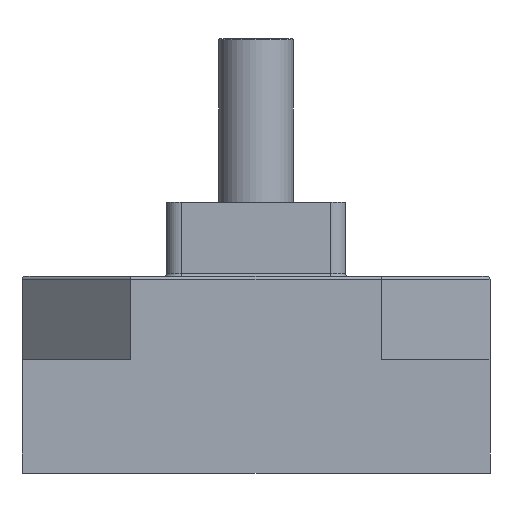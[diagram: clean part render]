
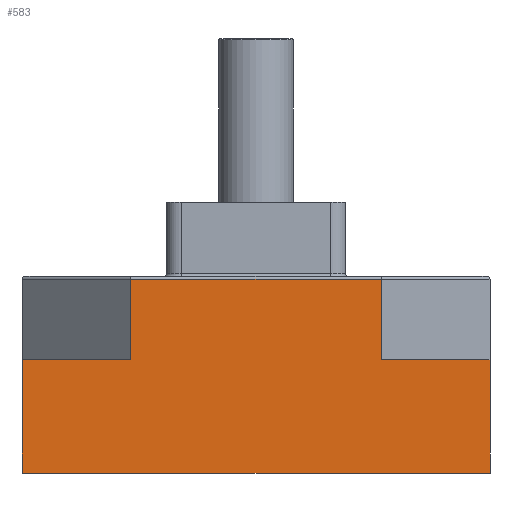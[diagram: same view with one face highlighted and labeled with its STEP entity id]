
A CAD part, front view. The second image highlights one B-rep face of the part: STEP entity #583.
In plain terms, the highlighted planar face has unit normal (0, -1, 0).
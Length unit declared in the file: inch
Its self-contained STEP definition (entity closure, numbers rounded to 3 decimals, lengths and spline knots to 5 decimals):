
#52 = AXIS2_PLACEMENT_3D ( 'NONE', #1433, #1443, #1444 ) ;
#178 = VERTEX_POINT ( 'NONE', #1043 ) ;
#179 = VERTEX_POINT ( 'NONE', #1044 ) ;
#180 = VERTEX_POINT ( 'NONE', #1045 ) ;
#181 = VERTEX_POINT ( 'NONE', #1046 ) ;
#182 = VERTEX_POINT ( 'NONE', #1047 ) ;
#183 = VERTEX_POINT ( 'NONE', #1048 ) ;
#200 = VERTEX_POINT ( 'NONE', #1065 ) ;
#201 = VERTEX_POINT ( 'NONE', #1066 ) ;
#313 = EDGE_LOOP ( 'NONE', ( #439, #440, #441, #442, #443, #444, #445, #446 ) ) ;
#439 = ORIENTED_EDGE ( 'NONE', *, *, #545, .T. ) ;
#440 = ORIENTED_EDGE ( 'NONE', *, *, #544, .T. ) ;
#441 = ORIENTED_EDGE ( 'NONE', *, *, #515, .F. ) ;
#442 = ORIENTED_EDGE ( 'NONE', *, *, #546, .F. ) ;
#443 = ORIENTED_EDGE ( 'NONE', *, *, #516, .T. ) ;
#444 = ORIENTED_EDGE ( 'NONE', *, *, #543, .T. ) ;
#445 = ORIENTED_EDGE ( 'NONE', *, *, #510, .F. ) ;
#446 = ORIENTED_EDGE ( 'NONE', *, *, #542, .F. ) ;
#510 = EDGE_CURVE ( 'NONE', #201, #200, #831, .T. ) ;
#515 = EDGE_CURVE ( 'NONE', #178, #179, #862, .T. ) ;
#516 = EDGE_CURVE ( 'NONE', #182, #183, #873, .T. ) ;
#542 = EDGE_CURVE ( 'NONE', #181, #201, #1542, .T. ) ;
#543 = EDGE_CURVE ( 'NONE', #183, #200, #1544, .T. ) ;
#544 = EDGE_CURVE ( 'NONE', #180, #179, #1546, .T. ) ;
#545 = EDGE_CURVE ( 'NONE', #181, #180, #1548, .T. ) ;
#546 = EDGE_CURVE ( 'NONE', #182, #178, #1550, .T. ) ;
#583 = ADVANCED_FACE ( 'NONE', ( #1609 ), #1438, .F. ) ;
#831 = LINE ( 'NONE', #1239, #861 ) ;
#861 = VECTOR ( 'NONE', #1264, 39.37008 ) ;
#862 = LINE ( 'NONE', #1271, #871 ) ;
#871 = VECTOR ( 'NONE', #1274, 39.37008 ) ;
#873 = LINE ( 'NONE', #1275, #874 ) ;
#874 = VECTOR ( 'NONE', #1276, 39.37008 ) ;
#1043 = CARTESIAN_POINT ( 'NONE',  ( -2.11235, 2.69, 1.91 ) ) ;
#1044 = CARTESIAN_POINT ( 'NONE',  ( -2.11235, 2.69, 3.26 ) ) ;
#1045 = CARTESIAN_POINT ( 'NONE',  ( 2.11235, 2.69, 3.26 ) ) ;
#1046 = CARTESIAN_POINT ( 'NONE',  ( 2.11235, 2.69, 1.91 ) ) ;
#1047 = CARTESIAN_POINT ( 'NONE',  ( -3.94, 2.69, 1.91 ) ) ;
#1048 = CARTESIAN_POINT ( 'NONE',  ( -3.94, 2.69, 0. ) ) ;
#1065 = CARTESIAN_POINT ( 'NONE',  ( 3.94, 2.69, 0. ) ) ;
#1066 = CARTESIAN_POINT ( 'NONE',  ( 3.94, 2.69, 1.91 ) ) ;
#1239 = CARTESIAN_POINT ( 'NONE',  ( 3.94, 2.69, 16.438 ) ) ;
#1264 = DIRECTION ( 'NONE',  ( 0., 0., -1. ) ) ;
#1271 = CARTESIAN_POINT ( 'NONE',  ( -2.11235, 2.69, 1.91 ) ) ;
#1274 = DIRECTION ( 'NONE',  ( 0., 0., 1. ) ) ;
#1275 = CARTESIAN_POINT ( 'NONE',  ( -3.94, 2.69, 16.438 ) ) ;
#1276 = DIRECTION ( 'NONE',  ( 0., 0., -1. ) ) ;
#1327 = CARTESIAN_POINT ( 'NONE',  ( 2.11235, 2.69, 1.91 ) ) ;
#1328 = DIRECTION ( 'NONE',  ( 1., 0., 0. ) ) ;
#1329 = CARTESIAN_POINT ( 'NONE',  ( -3.94, 2.69, 0. ) ) ;
#1330 = DIRECTION ( 'NONE',  ( 1., 0., 0. ) ) ;
#1331 = CARTESIAN_POINT ( 'NONE',  ( -2.11235, 2.69, 3.26 ) ) ;
#1332 = DIRECTION ( 'NONE',  ( -1., 0., 0. ) ) ;
#1333 = CARTESIAN_POINT ( 'NONE',  ( 2.11235, 2.69, 1.91 ) ) ;
#1334 = DIRECTION ( 'NONE',  ( 0., 0., 1. ) ) ;
#1335 = CARTESIAN_POINT ( 'NONE',  ( -2.11235, 2.69, 1.91 ) ) ;
#1336 = DIRECTION ( 'NONE',  ( 1., 0., 0. ) ) ;
#1433 = CARTESIAN_POINT ( 'NONE',  ( -3.94, 2.69, 16.438 ) ) ;
#1438 = PLANE ( 'NONE',  #52 ) ;
#1443 = DIRECTION ( 'NONE',  ( 0., 1., 0. ) ) ;
#1444 = DIRECTION ( 'NONE',  ( 0., 0., 1. ) ) ;
#1542 = LINE ( 'NONE', #1327, #1543 ) ;
#1543 = VECTOR ( 'NONE', #1328, 39.37008 ) ;
#1544 = LINE ( 'NONE', #1329, #1545 ) ;
#1545 = VECTOR ( 'NONE', #1330, 39.37008 ) ;
#1546 = LINE ( 'NONE', #1331, #1547 ) ;
#1547 = VECTOR ( 'NONE', #1332, 39.37008 ) ;
#1548 = LINE ( 'NONE', #1333, #1549 ) ;
#1549 = VECTOR ( 'NONE', #1334, 39.37008 ) ;
#1550 = LINE ( 'NONE', #1335, #1551 ) ;
#1551 = VECTOR ( 'NONE', #1336, 39.37008 ) ;
#1609 = FACE_OUTER_BOUND ( 'NONE', #313, .T. ) ;
